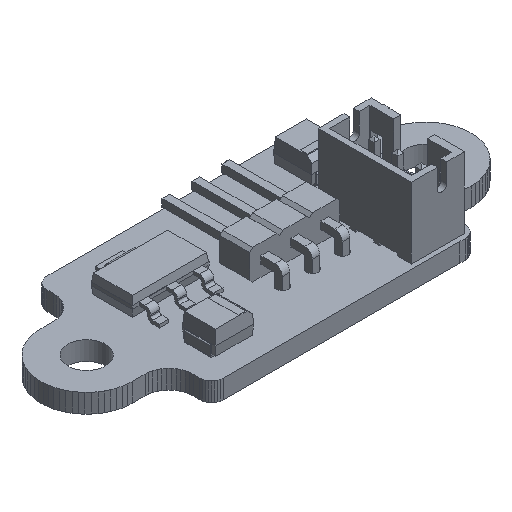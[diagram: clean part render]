
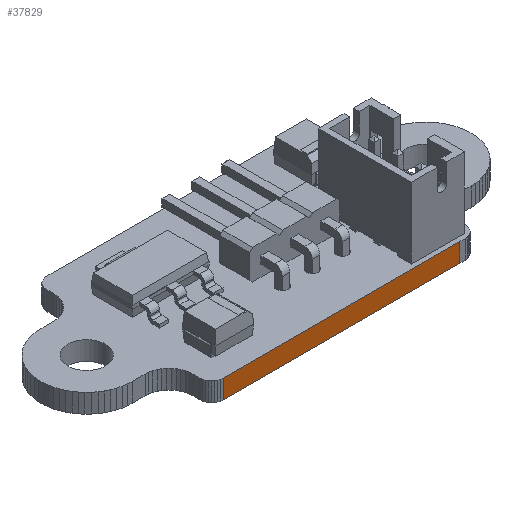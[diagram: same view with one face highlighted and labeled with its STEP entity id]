
A CAD part, isometric view. The second image highlights one B-rep face of the part: STEP entity #37829.
In plain terms, the highlighted planar face has unit normal (0, -1, 0).
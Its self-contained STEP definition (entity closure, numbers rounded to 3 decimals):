
#25736 = PLANE('',#25737);
#25737 = AXIS2_PLACEMENT_3D('',#25738,#25739,#25740);
#25738 = CARTESIAN_POINT('',(152.4,-111.125,1.6));
#25739 = DIRECTION('',(-0.,-0.,-1.));
#25740 = DIRECTION('',(-1.,0.,0.));
#25790 = PLANE('',#25791);
#25791 = AXIS2_PLACEMENT_3D('',#25792,#25793,#25794);
#25792 = CARTESIAN_POINT('',(152.4,-111.125,0.));
#25793 = DIRECTION('',(-0.,-0.,-1.));
#25794 = DIRECTION('',(-1.,0.,0.));
#27915 = VERTEX_POINT('',#27916);
#27916 = CARTESIAN_POINT('',(162.192,-118.605,0.));
#27930 = PLANE('',#27931);
#27931 = AXIS2_PLACEMENT_3D('',#27932,#27933,#27934);
#27932 = CARTESIAN_POINT('',(162.649,-118.605,0.));
#27933 = DIRECTION('',(0.,-1.,0.));
#27934 = DIRECTION('',(-1.,0.,0.));
#27942 = EDGE_CURVE('',#27915,#27943,#27945,.T.);
#27943 = VERTEX_POINT('',#27944);
#27944 = CARTESIAN_POINT('',(142.151,-118.605,0.));
#27945 = SURFACE_CURVE('',#27946,(#27950,#27957),.PCURVE_S1.);
#27946 = LINE('',#27947,#27948);
#27947 = CARTESIAN_POINT('',(162.192,-118.605,0.));
#27948 = VECTOR('',#27949,1.);
#27949 = DIRECTION('',(-1.,0.,0.));
#27950 = PCURVE('',#25790,#27951);
#27951 = DEFINITIONAL_REPRESENTATION('',(#27952),#27956);
#27952 = LINE('',#27953,#27954);
#27953 = CARTESIAN_POINT('',(-9.792,-7.48));
#27954 = VECTOR('',#27955,1.);
#27955 = DIRECTION('',(1.,0.));
#27956 = ( GEOMETRIC_REPRESENTATION_CONTEXT(2) 
PARAMETRIC_REPRESENTATION_CONTEXT() REPRESENTATION_CONTEXT('2D SPACE',''
  ) );
#27957 = PCURVE('',#27958,#27963);
#27958 = PLANE('',#27959);
#27959 = AXIS2_PLACEMENT_3D('',#27960,#27961,#27962);
#27960 = CARTESIAN_POINT('',(162.192,-118.605,0.));
#27961 = DIRECTION('',(0.,-1.,0.));
#27962 = DIRECTION('',(-1.,0.,0.));
#27963 = DEFINITIONAL_REPRESENTATION('',(#27964),#27968);
#27964 = LINE('',#27965,#27966);
#27965 = CARTESIAN_POINT('',(0.,-0.));
#27966 = VECTOR('',#27967,1.);
#27967 = DIRECTION('',(1.,0.));
#27968 = ( GEOMETRIC_REPRESENTATION_CONTEXT(2) 
PARAMETRIC_REPRESENTATION_CONTEXT() REPRESENTATION_CONTEXT('2D SPACE',''
  ) );
#27986 = PLANE('',#27987);
#27987 = AXIS2_PLACEMENT_3D('',#27988,#27989,#27990);
#27988 = CARTESIAN_POINT('',(142.151,-118.605,0.));
#27989 = DIRECTION('',(-0.098,-0.995,0.));
#27990 = DIRECTION('',(-0.995,0.098,0.));
#31960 = VERTEX_POINT('',#31961);
#31961 = CARTESIAN_POINT('',(162.192,-118.605,1.6));
#31982 = EDGE_CURVE('',#31960,#31983,#31985,.T.);
#31983 = VERTEX_POINT('',#31984);
#31984 = CARTESIAN_POINT('',(142.151,-118.605,1.6));
#31985 = SURFACE_CURVE('',#31986,(#31990,#31997),.PCURVE_S1.);
#31986 = LINE('',#31987,#31988);
#31987 = CARTESIAN_POINT('',(162.192,-118.605,1.6));
#31988 = VECTOR('',#31989,1.);
#31989 = DIRECTION('',(-1.,0.,0.));
#31990 = PCURVE('',#25736,#31991);
#31991 = DEFINITIONAL_REPRESENTATION('',(#31992),#31996);
#31992 = LINE('',#31993,#31994);
#31993 = CARTESIAN_POINT('',(-9.792,-7.48));
#31994 = VECTOR('',#31995,1.);
#31995 = DIRECTION('',(1.,0.));
#31996 = ( GEOMETRIC_REPRESENTATION_CONTEXT(2) 
PARAMETRIC_REPRESENTATION_CONTEXT() REPRESENTATION_CONTEXT('2D SPACE',''
  ) );
#31997 = PCURVE('',#27958,#31998);
#31998 = DEFINITIONAL_REPRESENTATION('',(#31999),#32003);
#31999 = LINE('',#32000,#32001);
#32000 = CARTESIAN_POINT('',(0.,-1.6));
#32001 = VECTOR('',#32002,1.);
#32002 = DIRECTION('',(1.,0.));
#32003 = ( GEOMETRIC_REPRESENTATION_CONTEXT(2) 
PARAMETRIC_REPRESENTATION_CONTEXT() REPRESENTATION_CONTEXT('2D SPACE',''
  ) );
#37781 = EDGE_CURVE('',#27915,#31960,#37782,.T.);
#37782 = SURFACE_CURVE('',#37783,(#37787,#37794),.PCURVE_S1.);
#37783 = LINE('',#37784,#37785);
#37784 = CARTESIAN_POINT('',(162.192,-118.605,0.));
#37785 = VECTOR('',#37786,1.);
#37786 = DIRECTION('',(0.,0.,1.));
#37787 = PCURVE('',#27930,#37788);
#37788 = DEFINITIONAL_REPRESENTATION('',(#37789),#37793);
#37789 = LINE('',#37790,#37791);
#37790 = CARTESIAN_POINT('',(0.457,0.));
#37791 = VECTOR('',#37792,1.);
#37792 = DIRECTION('',(0.,-1.));
#37793 = ( GEOMETRIC_REPRESENTATION_CONTEXT(2) 
PARAMETRIC_REPRESENTATION_CONTEXT() REPRESENTATION_CONTEXT('2D SPACE',''
  ) );
#37794 = PCURVE('',#27958,#37795);
#37795 = DEFINITIONAL_REPRESENTATION('',(#37796),#37800);
#37796 = LINE('',#37797,#37798);
#37797 = CARTESIAN_POINT('',(0.,-0.));
#37798 = VECTOR('',#37799,1.);
#37799 = DIRECTION('',(0.,-1.));
#37800 = ( GEOMETRIC_REPRESENTATION_CONTEXT(2) 
PARAMETRIC_REPRESENTATION_CONTEXT() REPRESENTATION_CONTEXT('2D SPACE',''
  ) );
#37829 = ADVANCED_FACE('',(#37830),#27958,.T.);
#37830 = FACE_BOUND('',#37831,.T.);
#37831 = EDGE_LOOP('',(#37832,#37833,#37834,#37855));
#37832 = ORIENTED_EDGE('',*,*,#37781,.T.);
#37833 = ORIENTED_EDGE('',*,*,#31982,.T.);
#37834 = ORIENTED_EDGE('',*,*,#37835,.F.);
#37835 = EDGE_CURVE('',#27943,#31983,#37836,.T.);
#37836 = SURFACE_CURVE('',#37837,(#37841,#37848),.PCURVE_S1.);
#37837 = LINE('',#37838,#37839);
#37838 = CARTESIAN_POINT('',(142.151,-118.605,0.));
#37839 = VECTOR('',#37840,1.);
#37840 = DIRECTION('',(0.,0.,1.));
#37841 = PCURVE('',#27958,#37842);
#37842 = DEFINITIONAL_REPRESENTATION('',(#37843),#37847);
#37843 = LINE('',#37844,#37845);
#37844 = CARTESIAN_POINT('',(20.041,0.));
#37845 = VECTOR('',#37846,1.);
#37846 = DIRECTION('',(0.,-1.));
#37847 = ( GEOMETRIC_REPRESENTATION_CONTEXT(2) 
PARAMETRIC_REPRESENTATION_CONTEXT() REPRESENTATION_CONTEXT('2D SPACE',''
  ) );
#37848 = PCURVE('',#27986,#37849);
#37849 = DEFINITIONAL_REPRESENTATION('',(#37850),#37854);
#37850 = LINE('',#37851,#37852);
#37851 = CARTESIAN_POINT('',(0.,0.));
#37852 = VECTOR('',#37853,1.);
#37853 = DIRECTION('',(0.,-1.));
#37854 = ( GEOMETRIC_REPRESENTATION_CONTEXT(2) 
PARAMETRIC_REPRESENTATION_CONTEXT() REPRESENTATION_CONTEXT('2D SPACE',''
  ) );
#37855 = ORIENTED_EDGE('',*,*,#27942,.F.);
